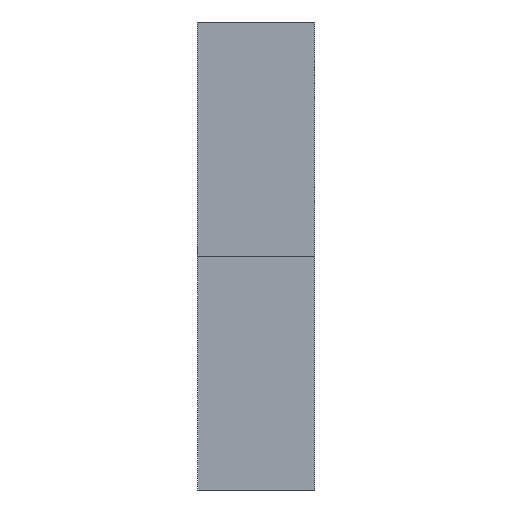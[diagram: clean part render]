
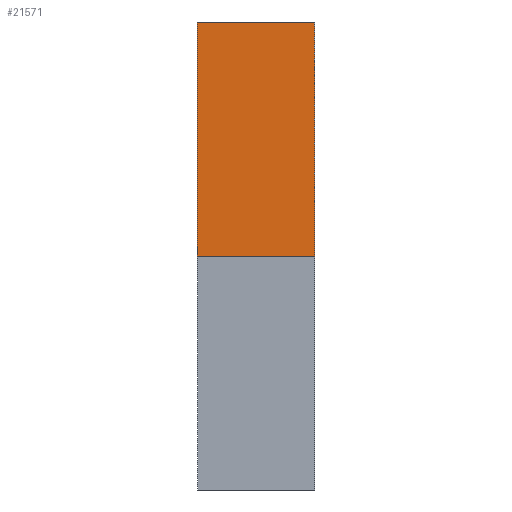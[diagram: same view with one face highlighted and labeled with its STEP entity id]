
A CAD part, left-side view. The second image highlights one B-rep face of the part: STEP entity #21571.
In plain terms, the highlighted planar face has unit normal (-1, 0, 0).
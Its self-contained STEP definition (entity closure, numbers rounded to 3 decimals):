
#43 = ORIENTED_EDGE ( 'NONE', *, *, #4579, .F. ) ;
#121 = DIRECTION ( 'NONE',  ( 0., -1., 0. ) ) ;
#1506 = ORIENTED_EDGE ( 'NONE', *, *, #13905, .F. ) ;
#1707 = VECTOR ( 'NONE', #5293, 1000. ) ;
#1711 = VERTEX_POINT ( 'NONE', #4949 ) ;
#2286 = VECTOR ( 'NONE', #21683, 1000. ) ;
#3024 = CARTESIAN_POINT ( 'NONE',  ( -6.25, 0., 0. ) ) ;
#3038 = DIRECTION ( 'NONE',  ( 0., 1., 0. ) ) ;
#3573 = EDGE_CURVE ( 'NONE', #1711, #15425, #5489, .T. ) ;
#4574 = VERTEX_POINT ( 'NONE', #20804 ) ;
#4579 = EDGE_CURVE ( 'NONE', #4574, #7433, #17270, .T. ) ;
#4748 = LINE ( 'NONE', #15813, #1707 ) ;
#4827 = ORIENTED_EDGE ( 'NONE', *, *, #11807, .T. ) ;
#4949 = CARTESIAN_POINT ( 'NONE',  ( -6.25, 16., 0. ) ) ;
#5293 = DIRECTION ( 'NONE',  ( 0., 0., -1. ) ) ;
#5489 = LINE ( 'NONE', #21113, #13214 ) ;
#7433 = VERTEX_POINT ( 'NONE', #12059 ) ;
#8402 = DIRECTION ( 'NONE',  ( 0., -1., 0. ) ) ;
#11807 = EDGE_CURVE ( 'NONE', #4574, #1711, #21515, .T. ) ;
#12059 = CARTESIAN_POINT ( 'NONE',  ( -6.25, 0., 32. ) ) ;
#12828 = CARTESIAN_POINT ( 'NONE',  ( -6.25, 16., 32. ) ) ;
#13214 = VECTOR ( 'NONE', #121, 1000. ) ;
#13634 = CARTESIAN_POINT ( 'NONE',  ( -6.25, 16., 32. ) ) ;
#13707 = VECTOR ( 'NONE', #8402, 1000. ) ;
#13905 = EDGE_CURVE ( 'NONE', #7433, #15425, #4748, .T. ) ;
#15085 = ORIENTED_EDGE ( 'NONE', *, *, #3573, .T. ) ;
#15425 = VERTEX_POINT ( 'NONE', #3024 ) ;
#15751 = EDGE_LOOP ( 'NONE', ( #15085, #1506, #43, #4827 ) ) ;
#15813 = CARTESIAN_POINT ( 'NONE',  ( -6.25, 0., 32. ) ) ;
#17079 = DIRECTION ( 'NONE',  ( 1., 0., 0. ) ) ;
#17099 = FACE_OUTER_BOUND ( 'NONE', #15751, .T. ) ;
#17126 = AXIS2_PLACEMENT_3D ( 'NONE', #13634, #17079, #3038 ) ;
#17270 = LINE ( 'NONE', #17457, #13707 ) ;
#17457 = CARTESIAN_POINT ( 'NONE',  ( -6.25, 16., 32. ) ) ;
#20804 = CARTESIAN_POINT ( 'NONE',  ( -6.25, 16., 32. ) ) ;
#21113 = CARTESIAN_POINT ( 'NONE',  ( -6.25, 16., 0. ) ) ;
#21515 = LINE ( 'NONE', #12828, #2286 ) ;
#21571 = ADVANCED_FACE ( 'NONE', ( #17099 ), #22565, .F. ) ;
#21683 = DIRECTION ( 'NONE',  ( 0., 0., -1. ) ) ;
#22565 = PLANE ( 'NONE',  #17126 ) ;
